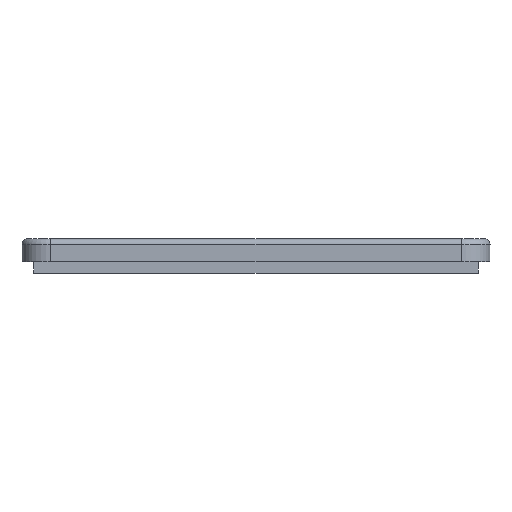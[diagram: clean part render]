
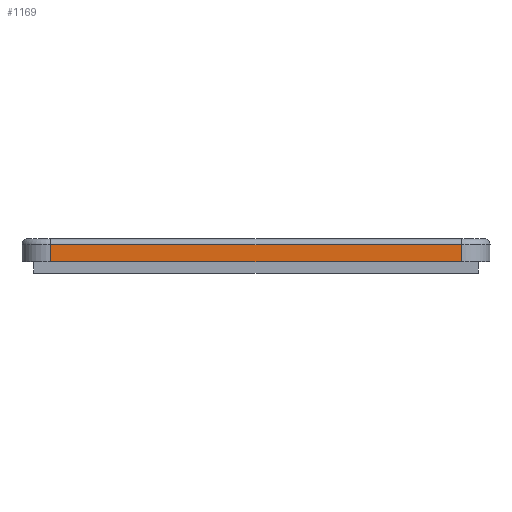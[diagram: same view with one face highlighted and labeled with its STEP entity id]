
A CAD part, left-side view. The second image highlights one B-rep face of the part: STEP entity #1169.
In plain terms, the highlighted planar face has unit normal (-1, 0, 0).
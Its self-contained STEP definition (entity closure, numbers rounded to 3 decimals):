
#273 = CYLINDRICAL_SURFACE('',#274,1.);
#274 = AXIS2_PLACEMENT_3D('',#275,#276,#277);
#275 = CARTESIAN_POINT('',(1.,77.,43.));
#276 = DIRECTION('',(0.,-1.,0.));
#277 = DIRECTION('',(-1.,0.,0.));
#437 = VERTEX_POINT('',#438);
#438 = CARTESIAN_POINT('',(0.,5.,43.));
#476 = CYLINDRICAL_SURFACE('',#477,5.);
#477 = AXIS2_PLACEMENT_3D('',#478,#479,#480);
#478 = CARTESIAN_POINT('',(5.,5.,38.));
#479 = DIRECTION('',(-0.,-0.,-1.));
#480 = DIRECTION('',(1.,0.,0.));
#514 = VERTEX_POINT('',#515);
#515 = CARTESIAN_POINT('',(0.,77.,43.));
#538 = EDGE_CURVE('',#514,#437,#539,.T.);
#539 = SURFACE_CURVE('',#540,(#544,#551),.PCURVE_S1.);
#540 = LINE('',#541,#542);
#541 = CARTESIAN_POINT('',(0.,77.,43.));
#542 = VECTOR('',#543,1.);
#543 = DIRECTION('',(0.,-1.,0.));
#544 = PCURVE('',#273,#545);
#545 = DEFINITIONAL_REPRESENTATION('',(#546),#550);
#546 = LINE('',#547,#548);
#547 = CARTESIAN_POINT('',(-0.,0.));
#548 = VECTOR('',#549,1.);
#549 = DIRECTION('',(-0.,1.));
#550 = ( GEOMETRIC_REPRESENTATION_CONTEXT(2) 
PARAMETRIC_REPRESENTATION_CONTEXT() REPRESENTATION_CONTEXT('2D SPACE',''
  ) );
#551 = PCURVE('',#552,#557);
#552 = PLANE('',#553);
#553 = AXIS2_PLACEMENT_3D('',#554,#555,#556);
#554 = CARTESIAN_POINT('',(0.,77.,38.));
#555 = DIRECTION('',(1.,0.,0.));
#556 = DIRECTION('',(0.,-1.,0.));
#557 = DEFINITIONAL_REPRESENTATION('',(#558),#562);
#558 = LINE('',#559,#560);
#559 = CARTESIAN_POINT('',(0.,-5.));
#560 = VECTOR('',#561,1.);
#561 = DIRECTION('',(1.,0.));
#562 = ( GEOMETRIC_REPRESENTATION_CONTEXT(2) 
PARAMETRIC_REPRESENTATION_CONTEXT() REPRESENTATION_CONTEXT('2D SPACE',''
  ) );
#659 = CYLINDRICAL_SURFACE('',#660,5.);
#660 = AXIS2_PLACEMENT_3D('',#661,#662,#663);
#661 = CARTESIAN_POINT('',(5.,77.,38.));
#662 = DIRECTION('',(-0.,-0.,-1.));
#663 = DIRECTION('',(1.,0.,0.));
#1116 = VERTEX_POINT('',#1117);
#1117 = CARTESIAN_POINT('',(0.,5.,40.));
#1132 = PLANE('',#1133);
#1133 = AXIS2_PLACEMENT_3D('',#1134,#1135,#1136);
#1134 = CARTESIAN_POINT('',(55.,41.,40.));
#1135 = DIRECTION('',(0.,0.,1.));
#1136 = DIRECTION('',(1.,0.,0.));
#1148 = EDGE_CURVE('',#1116,#437,#1149,.T.);
#1149 = SURFACE_CURVE('',#1150,(#1154,#1161),.PCURVE_S1.);
#1150 = LINE('',#1151,#1152);
#1151 = CARTESIAN_POINT('',(0.,5.,38.));
#1152 = VECTOR('',#1153,1.);
#1153 = DIRECTION('',(0.,0.,1.));
#1154 = PCURVE('',#476,#1155);
#1155 = DEFINITIONAL_REPRESENTATION('',(#1156),#1160);
#1156 = LINE('',#1157,#1158);
#1157 = CARTESIAN_POINT('',(-3.142,0.));
#1158 = VECTOR('',#1159,1.);
#1159 = DIRECTION('',(-0.,-1.));
#1160 = ( GEOMETRIC_REPRESENTATION_CONTEXT(2) 
PARAMETRIC_REPRESENTATION_CONTEXT() REPRESENTATION_CONTEXT('2D SPACE',''
  ) );
#1161 = PCURVE('',#552,#1162);
#1162 = DEFINITIONAL_REPRESENTATION('',(#1163),#1167);
#1163 = LINE('',#1164,#1165);
#1164 = CARTESIAN_POINT('',(72.,0.));
#1165 = VECTOR('',#1166,1.);
#1166 = DIRECTION('',(0.,-1.));
#1167 = ( GEOMETRIC_REPRESENTATION_CONTEXT(2) 
PARAMETRIC_REPRESENTATION_CONTEXT() REPRESENTATION_CONTEXT('2D SPACE',''
  ) );
#1169 = ADVANCED_FACE('',(#1170),#552,.F.);
#1170 = FACE_BOUND('',#1171,.F.);
#1171 = EDGE_LOOP('',(#1172,#1173,#1196,#1217));
#1172 = ORIENTED_EDGE('',*,*,#1148,.F.);
#1173 = ORIENTED_EDGE('',*,*,#1174,.F.);
#1174 = EDGE_CURVE('',#1175,#1116,#1177,.T.);
#1175 = VERTEX_POINT('',#1176);
#1176 = CARTESIAN_POINT('',(0.,77.,40.));
#1177 = SURFACE_CURVE('',#1178,(#1182,#1189),.PCURVE_S1.);
#1178 = LINE('',#1179,#1180);
#1179 = CARTESIAN_POINT('',(0.,82.,40.));
#1180 = VECTOR('',#1181,1.);
#1181 = DIRECTION('',(0.,-1.,0.));
#1182 = PCURVE('',#552,#1183);
#1183 = DEFINITIONAL_REPRESENTATION('',(#1184),#1188);
#1184 = LINE('',#1185,#1186);
#1185 = CARTESIAN_POINT('',(-5.,-2.));
#1186 = VECTOR('',#1187,1.);
#1187 = DIRECTION('',(1.,0.));
#1188 = ( GEOMETRIC_REPRESENTATION_CONTEXT(2) 
PARAMETRIC_REPRESENTATION_CONTEXT() REPRESENTATION_CONTEXT('2D SPACE',''
  ) );
#1189 = PCURVE('',#1132,#1190);
#1190 = DEFINITIONAL_REPRESENTATION('',(#1191),#1195);
#1191 = LINE('',#1192,#1193);
#1192 = CARTESIAN_POINT('',(-55.,41.));
#1193 = VECTOR('',#1194,1.);
#1194 = DIRECTION('',(0.,-1.));
#1195 = ( GEOMETRIC_REPRESENTATION_CONTEXT(2) 
PARAMETRIC_REPRESENTATION_CONTEXT() REPRESENTATION_CONTEXT('2D SPACE',''
  ) );
#1196 = ORIENTED_EDGE('',*,*,#1197,.T.);
#1197 = EDGE_CURVE('',#1175,#514,#1198,.T.);
#1198 = SURFACE_CURVE('',#1199,(#1203,#1210),.PCURVE_S1.);
#1199 = LINE('',#1200,#1201);
#1200 = CARTESIAN_POINT('',(0.,77.,38.));
#1201 = VECTOR('',#1202,1.);
#1202 = DIRECTION('',(0.,0.,1.));
#1203 = PCURVE('',#552,#1204);
#1204 = DEFINITIONAL_REPRESENTATION('',(#1205),#1209);
#1205 = LINE('',#1206,#1207);
#1206 = CARTESIAN_POINT('',(0.,0.));
#1207 = VECTOR('',#1208,1.);
#1208 = DIRECTION('',(0.,-1.));
#1209 = ( GEOMETRIC_REPRESENTATION_CONTEXT(2) 
PARAMETRIC_REPRESENTATION_CONTEXT() REPRESENTATION_CONTEXT('2D SPACE',''
  ) );
#1210 = PCURVE('',#659,#1211);
#1211 = DEFINITIONAL_REPRESENTATION('',(#1212),#1216);
#1212 = LINE('',#1213,#1214);
#1213 = CARTESIAN_POINT('',(-3.142,0.));
#1214 = VECTOR('',#1215,1.);
#1215 = DIRECTION('',(-0.,-1.));
#1216 = ( GEOMETRIC_REPRESENTATION_CONTEXT(2) 
PARAMETRIC_REPRESENTATION_CONTEXT() REPRESENTATION_CONTEXT('2D SPACE',''
  ) );
#1217 = ORIENTED_EDGE('',*,*,#538,.T.);
